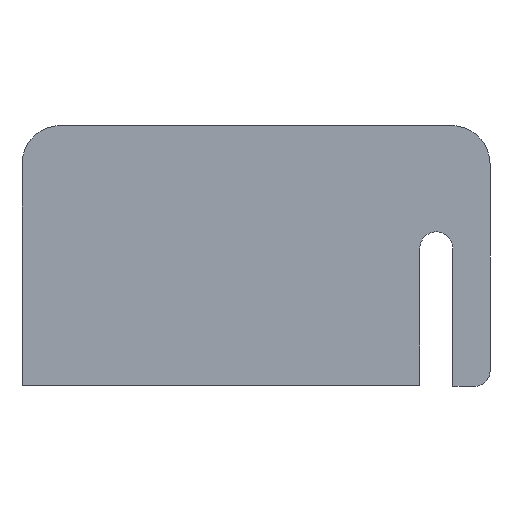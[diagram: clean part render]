
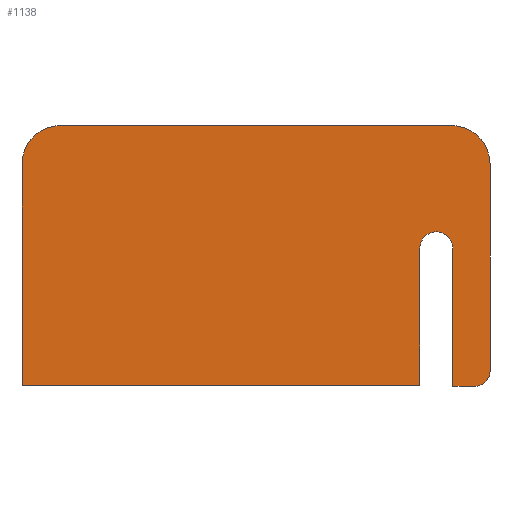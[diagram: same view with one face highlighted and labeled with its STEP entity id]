
A CAD part, front view. The second image highlights one B-rep face of the part: STEP entity #1138.
In plain terms, the highlighted planar face has unit normal (0, -1, 0).
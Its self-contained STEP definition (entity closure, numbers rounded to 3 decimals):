
#42=PLANE('',#1217);
#93=FACE_OUTER_BOUND('',#150,.T.);
#150=EDGE_LOOP('',(#826,#827,#828,#829,#830,#831,#832,#833,#834,#835,#836));
#231=LINE('',#1627,#378);
#234=LINE('',#1633,#381);
#235=LINE('',#1637,#382);
#236=LINE('',#1641,#383);
#237=LINE('',#1643,#384);
#238=LINE('',#1645,#385);
#239=LINE('',#1648,#386);
#378=VECTOR('',#1321,10.);
#381=VECTOR('',#1326,10.);
#382=VECTOR('',#1329,10.);
#383=VECTOR('',#1332,10.);
#384=VECTOR('',#1333,10.);
#385=VECTOR('',#1334,10.);
#386=VECTOR('',#1337,10.);
#517=CIRCLE('',#1214,2.);
#519=CIRCLE('',#1218,5.);
#520=CIRCLE('',#1219,5.);
#521=CIRCLE('',#1220,2.15);
#542=VERTEX_POINT('',#1617);
#543=VERTEX_POINT('',#1618);
#546=VERTEX_POINT('',#1626);
#548=VERTEX_POINT('',#1632);
#549=VERTEX_POINT('',#1634);
#550=VERTEX_POINT('',#1636);
#551=VERTEX_POINT('',#1638);
#552=VERTEX_POINT('',#1640);
#553=VERTEX_POINT('',#1642);
#554=VERTEX_POINT('',#1644);
#555=VERTEX_POINT('',#1646);
#652=EDGE_CURVE('',#542,#543,#517,.T.);
#656=EDGE_CURVE('',#546,#543,#231,.T.);
#659=EDGE_CURVE('',#542,#548,#234,.F.);
#660=EDGE_CURVE('',#549,#548,#519,.T.);
#661=EDGE_CURVE('',#549,#550,#235,.T.);
#662=EDGE_CURVE('',#551,#550,#520,.F.);
#663=EDGE_CURVE('',#551,#552,#236,.T.);
#664=EDGE_CURVE('',#552,#553,#237,.T.);
#665=EDGE_CURVE('',#553,#554,#238,.T.);
#666=EDGE_CURVE('',#555,#554,#521,.T.);
#667=EDGE_CURVE('',#555,#546,#239,.T.);
#826=ORIENTED_EDGE('',*,*,#652,.F.);
#827=ORIENTED_EDGE('',*,*,#659,.T.);
#828=ORIENTED_EDGE('',*,*,#660,.F.);
#829=ORIENTED_EDGE('',*,*,#661,.T.);
#830=ORIENTED_EDGE('',*,*,#662,.F.);
#831=ORIENTED_EDGE('',*,*,#663,.T.);
#832=ORIENTED_EDGE('',*,*,#664,.T.);
#833=ORIENTED_EDGE('',*,*,#665,.T.);
#834=ORIENTED_EDGE('',*,*,#666,.F.);
#835=ORIENTED_EDGE('',*,*,#667,.T.);
#836=ORIENTED_EDGE('',*,*,#656,.T.);
#1138=ADVANCED_FACE('',(#93),#42,.T.);
#1214=AXIS2_PLACEMENT_3D('',#1619,#1313,#1314);
#1217=AXIS2_PLACEMENT_3D('',#1631,#1324,#1325);
#1218=AXIS2_PLACEMENT_3D('',#1635,#1327,#1328);
#1219=AXIS2_PLACEMENT_3D('',#1639,#1330,#1331);
#1220=AXIS2_PLACEMENT_3D('',#1647,#1335,#1336);
#1313=DIRECTION('center_axis',(0.,1.,0.));
#1314=DIRECTION('ref_axis',(0.707,0.,-0.707));
#1321=DIRECTION('',(1.,0.,0.));
#1324=DIRECTION('center_axis',(0.,-1.,0.));
#1325=DIRECTION('ref_axis',(0.,0.,-1.));
#1326=DIRECTION('',(0.,0.,-1.));
#1327=DIRECTION('center_axis',(0.,1.,0.));
#1328=DIRECTION('ref_axis',(0.707,0.,0.707));
#1329=DIRECTION('',(-1.,0.,0.));
#1330=DIRECTION('center_axis',(0.,-1.,0.));
#1331=DIRECTION('ref_axis',(-0.707,0.,0.707));
#1332=DIRECTION('',(0.,0.,-1.));
#1333=DIRECTION('',(1.,0.,0.));
#1334=DIRECTION('',(0.,0.,1.));
#1335=DIRECTION('center_axis',(0.,-1.,0.));
#1336=DIRECTION('ref_axis',(-0.707,0.,0.707));
#1337=DIRECTION('',(0.,0.,-1.));
#1617=CARTESIAN_POINT('',(61.,-3.,8.));
#1618=CARTESIAN_POINT('',(59.,-3.,6.));
#1619=CARTESIAN_POINT('Origin',(59.,-3.,8.));
#1626=CARTESIAN_POINT('',(56.15,-3.,6.));
#1627=CARTESIAN_POINT('',(39.5,-3.,6.));
#1631=CARTESIAN_POINT('Origin',(29.,-3.,17.5));
#1632=CARTESIAN_POINT('',(61.,-3.,35.));
#1633=CARTESIAN_POINT('',(61.,-3.,26.25));
#1634=CARTESIAN_POINT('',(56.,-3.,40.));
#1635=CARTESIAN_POINT('Origin',(56.,-3.,35.));
#1636=CARTESIAN_POINT('',(5.,-3.,40.));
#1637=CARTESIAN_POINT('',(43.5,-3.,40.));
#1638=CARTESIAN_POINT('',(0.,-3.,35.));
#1639=CARTESIAN_POINT('Origin',(5.,-3.,35.));
#1640=CARTESIAN_POINT('',(0.,-3.,6.15));
#1641=CARTESIAN_POINT('',(0.,-3.,8.75));
#1642=CARTESIAN_POINT('',(51.85,-3.,6.15));
#1643=CARTESIAN_POINT('',(40.,-3.,6.15));
#1644=CARTESIAN_POINT('',(51.85,-3.,24.));
#1645=CARTESIAN_POINT('',(51.85,-3.,11.75));
#1646=CARTESIAN_POINT('',(56.15,-3.,24.));
#1647=CARTESIAN_POINT('Origin',(54.,-3.,24.));
#1648=CARTESIAN_POINT('',(56.15,-3.,21.75));
